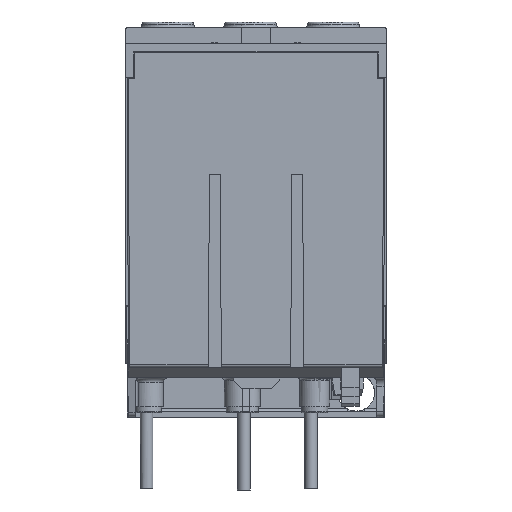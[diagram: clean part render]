
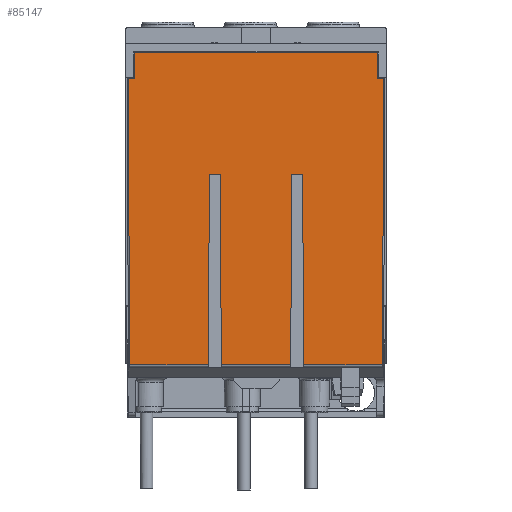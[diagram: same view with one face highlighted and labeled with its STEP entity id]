
A CAD part, left-side view. The second image highlights one B-rep face of the part: STEP entity #85147.
In plain terms, the highlighted planar face has unit normal (-1, 0, 0).
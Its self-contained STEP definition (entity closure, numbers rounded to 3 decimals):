
#54370 = PLANE ( 'NONE',  #84436 ) ;
#54372 = CARTESIAN_POINT ( 'NONE',  ( -22.559, -26.99, 5.531 ) ) ;
#54376 = FACE_OUTER_BOUND ( 'NONE', #119075, .T. ) ;
#54378 = DIRECTION ( 'NONE',  ( -1., 0., 0. ) ) ;
#54379 = DIRECTION ( 'NONE',  ( 0., 1., 0. ) ) ;
#69435 = VECTOR ( 'NONE', #78474, 1000. ) ;
#69437 = VECTOR ( 'NONE', #78495, 1000. ) ;
#69439 = VECTOR ( 'NONE', #78518, 1000. ) ;
#69440 = VECTOR ( 'NONE', #78530, 1000. ) ;
#69441 = VECTOR ( 'NONE', #78543, 1000. ) ;
#69442 = VECTOR ( 'NONE', #78556, 1000. ) ;
#69444 = VECTOR ( 'NONE', #78598, 1000. ) ;
#69446 = VECTOR ( 'NONE', #78618, 1000. ) ;
#69447 = VECTOR ( 'NONE', #78631, 1000. ) ;
#69448 = VECTOR ( 'NONE', #78682, 1000. ) ;
#69449 = VECTOR ( 'NONE', #78695, 1000. ) ;
#69452 = VECTOR ( 'NONE', #78726, 1000. ) ;
#69453 = VECTOR ( 'NONE', #78739, 1000. ) ;
#69454 = VECTOR ( 'NONE', #78769, 1000. ) ;
#70040 = VERTEX_POINT ( 'NONE', #87901 ) ;
#70053 = VERTEX_POINT ( 'NONE', #87914 ) ;
#70059 = VERTEX_POINT ( 'NONE', #87920 ) ;
#70072 = VERTEX_POINT ( 'NONE', #87933 ) ;
#70121 = VERTEX_POINT ( 'NONE', #87982 ) ;
#70122 = VERTEX_POINT ( 'NONE', #87983 ) ;
#70123 = VERTEX_POINT ( 'NONE', #87984 ) ;
#70125 = VERTEX_POINT ( 'NONE', #87986 ) ;
#70126 = VERTEX_POINT ( 'NONE', #87987 ) ;
#70136 = VERTEX_POINT ( 'NONE', #87997 ) ;
#70140 = VERTEX_POINT ( 'NONE', #88001 ) ;
#70143 = VERTEX_POINT ( 'NONE', #88004 ) ;
#70149 = VERTEX_POINT ( 'NONE', #88010 ) ;
#70152 = VERTEX_POINT ( 'NONE', #88013 ) ;
#70153 = VERTEX_POINT ( 'NONE', #88014 ) ;
#70167 = VERTEX_POINT ( 'NONE', #88028 ) ;
#76901 = LINE ( 'NONE', #76903, #87135 ) ;
#76903 = CARTESIAN_POINT ( 'NONE',  ( -22.559, -21.911, -1.679 ) ) ;
#76904 = DIRECTION ( 'NONE',  ( 0., -1., 0. ) ) ;
#77301 = LINE ( 'NONE', #77303, #87205 ) ;
#77303 = CARTESIAN_POINT ( 'NONE',  ( -22.559, 19.976, -1.679 ) ) ;
#77305 = DIRECTION ( 'NONE',  ( 0., -1., 0. ) ) ;
#78464 = LINE ( 'NONE', #78470, #69435 ) ;
#78470 = CARTESIAN_POINT ( 'NONE',  ( -22.559, -24.51, -51.379 ) ) ;
#78474 = DIRECTION ( 'NONE',  ( 0., -0.005, 1. ) ) ;
#78489 = LINE ( 'NONE', #78493, #69437 ) ;
#78493 = CARTESIAN_POINT ( 'NONE',  ( -22.559, -23.67, 5.531 ) ) ;
#78495 = DIRECTION ( 'NONE',  ( 0., 0., 1. ) ) ;
#78510 = LINE ( 'NONE', #78514, #69439 ) ;
#78514 = CARTESIAN_POINT ( 'NONE',  ( -22.559, -26.99, 2.821 ) ) ;
#78518 = DIRECTION ( 'NONE',  ( 0., 1., 0. ) ) ;
#78521 = LINE ( 'NONE', #78526, #69440 ) ;
#78526 = CARTESIAN_POINT ( 'NONE',  ( -22.559, 18.53, 5.531 ) ) ;
#78530 = DIRECTION ( 'NONE',  ( 0., 0., -1. ) ) ;
#78533 = LINE ( 'NONE', #78539, #69441 ) ;
#78539 = CARTESIAN_POINT ( 'NONE',  ( -22.559, 19.63, -1.679 ) ) ;
#78543 = DIRECTION ( 'NONE',  ( 0., -0.005, -1. ) ) ;
#78547 = LINE ( 'NONE', #78553, #69442 ) ;
#78553 = CARTESIAN_POINT ( 'NONE',  ( -22.559, -26.99, -51.379 ) ) ;
#78556 = DIRECTION ( 'NONE',  ( 0., -1., 0. ) ) ;
#78591 = LINE ( 'NONE', #78594, #69444 ) ;
#78594 = CARTESIAN_POINT ( 'NONE',  ( -22.559, 5.703, -51.379 ) ) ;
#78598 = DIRECTION ( 'NONE',  ( 0., -0.005, 1. ) ) ;
#78610 = LINE ( 'NONE', #78616, #69446 ) ;
#78616 = CARTESIAN_POINT ( 'NONE',  ( -22.559, -26.99, -18.279 ) ) ;
#78618 = DIRECTION ( 'NONE',  ( 0., -1., 0. ) ) ;
#78621 = LINE ( 'NONE', #78627, #69447 ) ;
#78627 = CARTESIAN_POINT ( 'NONE',  ( -22.559, 3.63, -18.279 ) ) ;
#78631 = DIRECTION ( 'NONE',  ( 0., -0.005, -1. ) ) ;
#78672 = LINE ( 'NONE', #78678, #69448 ) ;
#78678 = CARTESIAN_POINT ( 'NONE',  ( -22.559, -26.99, -51.379 ) ) ;
#78682 = DIRECTION ( 'NONE',  ( 0., -1., 0. ) ) ;
#78685 = LINE ( 'NONE', #78692, #69449 ) ;
#78692 = CARTESIAN_POINT ( 'NONE',  ( -22.559, -8.597, -51.379 ) ) ;
#78695 = DIRECTION ( 'NONE',  ( 0., -0.005, 1. ) ) ;
#78720 = LINE ( 'NONE', #78724, #69452 ) ;
#78724 = CARTESIAN_POINT ( 'NONE',  ( -22.559, -26.99, -18.279 ) ) ;
#78726 = DIRECTION ( 'NONE',  ( 0., -1., 0. ) ) ;
#78728 = LINE ( 'NONE', #78735, #69453 ) ;
#78735 = CARTESIAN_POINT ( 'NONE',  ( -22.559, -10.67, -18.279 ) ) ;
#78739 = DIRECTION ( 'NONE',  ( 0., -0.005, -1. ) ) ;
#78761 = LINE ( 'NONE', #78766, #69454 ) ;
#78766 = CARTESIAN_POINT ( 'NONE',  ( -22.559, -26.99, -51.379 ) ) ;
#78769 = DIRECTION ( 'NONE',  ( 0., -1., 0. ) ) ;
#84436 = AXIS2_PLACEMENT_3D ( 'NONE', #54372, #54378, #54379 ) ;
#85147 = ADVANCED_FACE ( 'NONE', ( #54376 ), #54370, .T. ) ;
#87135 = VECTOR ( 'NONE', #76904, 1000. ) ;
#87205 = VECTOR ( 'NONE', #77305, 1000. ) ;
#87901 = CARTESIAN_POINT ( 'NONE',  ( -22.559, -24.77, -1.679 ) ) ;
#87914 = CARTESIAN_POINT ( 'NONE',  ( -22.559, -23.67, -1.679 ) ) ;
#87920 = CARTESIAN_POINT ( 'NONE',  ( -22.559, 19.63, -1.679 ) ) ;
#87933 = CARTESIAN_POINT ( 'NONE',  ( -22.559, 18.53, -1.679 ) ) ;
#87982 = CARTESIAN_POINT ( 'NONE',  ( -22.559, 3.457, -51.379 ) ) ;
#87983 = CARTESIAN_POINT ( 'NONE',  ( -22.559, 5.703, -51.379 ) ) ;
#87984 = CARTESIAN_POINT ( 'NONE',  ( -22.559, -8.597, -51.379 ) ) ;
#87986 = CARTESIAN_POINT ( 'NONE',  ( -22.559, -10.843, -51.379 ) ) ;
#87987 = CARTESIAN_POINT ( 'NONE',  ( -22.559, -8.77, -18.279 ) ) ;
#87997 = CARTESIAN_POINT ( 'NONE',  ( -22.559, -10.67, -18.279 ) ) ;
#88001 = CARTESIAN_POINT ( 'NONE',  ( -22.559, 3.63, -18.279 ) ) ;
#88004 = CARTESIAN_POINT ( 'NONE',  ( -22.559, 5.53, -18.279 ) ) ;
#88010 = CARTESIAN_POINT ( 'NONE',  ( -22.559, 18.53, 2.821 ) ) ;
#88013 = CARTESIAN_POINT ( 'NONE',  ( -22.559, -23.67, 2.821 ) ) ;
#88014 = CARTESIAN_POINT ( 'NONE',  ( -22.559, -24.51, -51.379 ) ) ;
#88028 = CARTESIAN_POINT ( 'NONE',  ( -22.559, 19.37, -51.379 ) ) ;
#106805 = ORIENTED_EDGE ( 'NONE', *, *, #109067, .T. ) ;
#106807 = ORIENTED_EDGE ( 'NONE', *, *, #109069, .T. ) ;
#106808 = ORIENTED_EDGE ( 'NONE', *, *, #109046, .T. ) ;
#106809 = ORIENTED_EDGE ( 'NONE', *, *, #108908, .F. ) ;
#106811 = ORIENTED_EDGE ( 'NONE', *, *, #109048, .T. ) ;
#106812 = ORIENTED_EDGE ( 'NONE', *, *, #109050, .T. ) ;
#106814 = ORIENTED_EDGE ( 'NONE', *, *, #109051, .T. ) ;
#106815 = ORIENTED_EDGE ( 'NONE', *, *, #108953, .F. ) ;
#106816 = ORIENTED_EDGE ( 'NONE', *, *, #109052, .T. ) ;
#106817 = ORIENTED_EDGE ( 'NONE', *, *, #109053, .T. ) ;
#106818 = ORIENTED_EDGE ( 'NONE', *, *, #109056, .T. ) ;
#106819 = ORIENTED_EDGE ( 'NONE', *, *, #109058, .T. ) ;
#106820 = ORIENTED_EDGE ( 'NONE', *, *, #109059, .T. ) ;
#106821 = ORIENTED_EDGE ( 'NONE', *, *, #109062, .T. ) ;
#106822 = ORIENTED_EDGE ( 'NONE', *, *, #109063, .T. ) ;
#106823 = ORIENTED_EDGE ( 'NONE', *, *, #109066, .T. ) ;
#108908 = EDGE_CURVE ( 'NONE', #70053, #70040, #76901, .T. ) ;
#108953 = EDGE_CURVE ( 'NONE', #70059, #70072, #77301, .T. ) ;
#109046 = EDGE_CURVE ( 'NONE', #70153, #70040, #78464, .T. ) ;
#109048 = EDGE_CURVE ( 'NONE', #70053, #70152, #78489, .T. ) ;
#109050 = EDGE_CURVE ( 'NONE', #70152, #70149, #78510, .T. ) ;
#109051 = EDGE_CURVE ( 'NONE', #70149, #70072, #78521, .T. ) ;
#109052 = EDGE_CURVE ( 'NONE', #70059, #70167, #78533, .T. ) ;
#109053 = EDGE_CURVE ( 'NONE', #70167, #70122, #78547, .T. ) ;
#109056 = EDGE_CURVE ( 'NONE', #70122, #70143, #78591, .T. ) ;
#109058 = EDGE_CURVE ( 'NONE', #70143, #70140, #78610, .T. ) ;
#109059 = EDGE_CURVE ( 'NONE', #70140, #70121, #78621, .T. ) ;
#109062 = EDGE_CURVE ( 'NONE', #70121, #70123, #78672, .T. ) ;
#109063 = EDGE_CURVE ( 'NONE', #70123, #70126, #78685, .T. ) ;
#109066 = EDGE_CURVE ( 'NONE', #70126, #70136, #78720, .T. ) ;
#109067 = EDGE_CURVE ( 'NONE', #70136, #70125, #78728, .T. ) ;
#109069 = EDGE_CURVE ( 'NONE', #70125, #70153, #78761, .T. ) ;
#119075 = EDGE_LOOP ( 'NONE', ( #106805, #106807, #106808, #106809, #106811, #106812, #106814, #106815, #106816, #106817, #106818, #106819, #106820, #106821, #106822, #106823 ) ) ;
